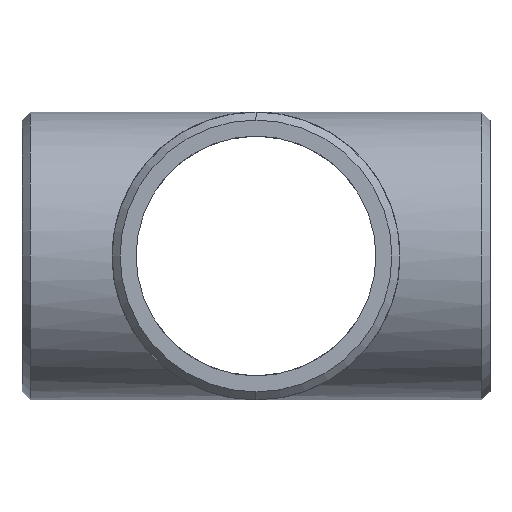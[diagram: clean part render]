
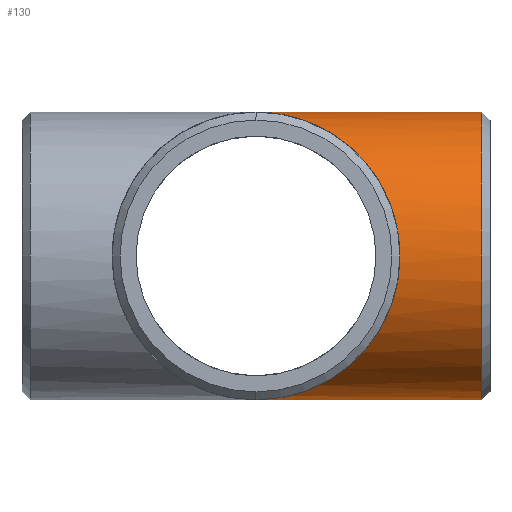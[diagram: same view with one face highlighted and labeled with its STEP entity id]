
A CAD part, left-side view. The second image highlights one B-rep face of the part: STEP entity #130.
In plain terms, the highlighted cylindrical face has radius 109.5 mm (diameter 219 mm), a partial arc.
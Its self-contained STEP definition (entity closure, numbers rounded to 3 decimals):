
#3 = EDGE_LOOP ( 'NONE', ( #550, #600, #479, #535 ) ) ;
#30 = EDGE_CURVE ( 'NONE', #167, #362, #382, .T. ) ;
#50 = CARTESIAN_POINT ( 'NONE',  ( 0., -178., -109.5 ) ) ;
#52 = VECTOR ( 'NONE', #337, 1000. ) ;
#99 = CARTESIAN_POINT ( 'NONE',  ( 0., -178., 0. ) ) ;
#103 = VECTOR ( 'NONE', #698, 1000. ) ;
#118 = VERTEX_POINT ( 'NONE', #450 ) ;
#130 = ADVANCED_FACE ( 'NONE', ( #585 ), #328, .T. ) ;
#148 = CARTESIAN_POINT ( 'NONE',  ( -219., -219., -109.5 ) ) ;
#151 = CARTESIAN_POINT ( 'NONE',  ( 0., -178., 109.5 ) ) ;
#167 = VERTEX_POINT ( 'NONE', #777 ) ;
#169 = LINE ( 'NONE', #50, #52 ) ;
#216 = AXIS2_PLACEMENT_3D ( 'NONE', #353, #356, #489 ) ;
#294 = EDGE_CURVE ( 'NONE', #388, #167, #169, .T. ) ;
#323 = DIRECTION ( 'NONE',  ( 0., 1., 0. ) ) ;
#328 = CYLINDRICAL_SURFACE ( 'NONE', #681, 109.5 ) ;
#337 = DIRECTION ( 'NONE',  ( 0., 1., 0. ) ) ;
#353 = CARTESIAN_POINT ( 'NONE',  ( 0., -171.913, 0. ) ) ;
#356 = DIRECTION ( 'NONE',  ( 0., 1., 0. ) ) ;
#362 = VERTEX_POINT ( 'NONE', #671 ) ;
#365 = EDGE_CURVE ( 'NONE', #388, #118, #667, .T. ) ;
#382 =( BOUNDED_CURVE ( )  B_SPLINE_CURVE ( 3, ( #445, #148, #385, #399 ),
 .UNSPECIFIED., .F., .T. ) 
 B_SPLINE_CURVE_WITH_KNOTS ( ( 4, 4 ),
 ( 4.712, 7.854 ),
 .UNSPECIFIED. ) 
 CURVE ( )  GEOMETRIC_REPRESENTATION_ITEM ( )  RATIONAL_B_SPLINE_CURVE ( ( 1., 0.333, 0.333, 1. ) ) 
 REPRESENTATION_ITEM ( '' )  );
#385 = CARTESIAN_POINT ( 'NONE',  ( -219., -219., 109.5 ) ) ;
#388 = VERTEX_POINT ( 'NONE', #418 ) ;
#390 = DIRECTION ( 'NONE',  ( 0., 0., -1. ) ) ;
#399 = CARTESIAN_POINT ( 'NONE',  ( 0., 0., 109.5 ) ) ;
#418 = CARTESIAN_POINT ( 'NONE',  ( 0., -171.913, -109.5 ) ) ;
#443 = LINE ( 'NONE', #151, #103 ) ;
#445 = CARTESIAN_POINT ( 'NONE',  ( 0., 0., -109.5 ) ) ;
#450 = CARTESIAN_POINT ( 'NONE',  ( 0., -171.913, 109.5 ) ) ;
#479 = ORIENTED_EDGE ( 'NONE', *, *, #30, .F. ) ;
#489 = DIRECTION ( 'NONE',  ( 0., 0., -1. ) ) ;
#535 = ORIENTED_EDGE ( 'NONE', *, *, #294, .F. ) ;
#550 = ORIENTED_EDGE ( 'NONE', *, *, #365, .T. ) ;
#585 = FACE_OUTER_BOUND ( 'NONE', #3, .T. ) ;
#600 = ORIENTED_EDGE ( 'NONE', *, *, #608, .T. ) ;
#608 = EDGE_CURVE ( 'NONE', #118, #362, #443, .T. ) ;
#667 = CIRCLE ( 'NONE', #216, 109.5 ) ;
#671 = CARTESIAN_POINT ( 'NONE',  ( 0., 0., 109.5 ) ) ;
#681 = AXIS2_PLACEMENT_3D ( 'NONE', #99, #323, #390 ) ;
#698 = DIRECTION ( 'NONE',  ( 0., 1., 0. ) ) ;
#777 = CARTESIAN_POINT ( 'NONE',  ( 0., 0., -109.5 ) ) ;
